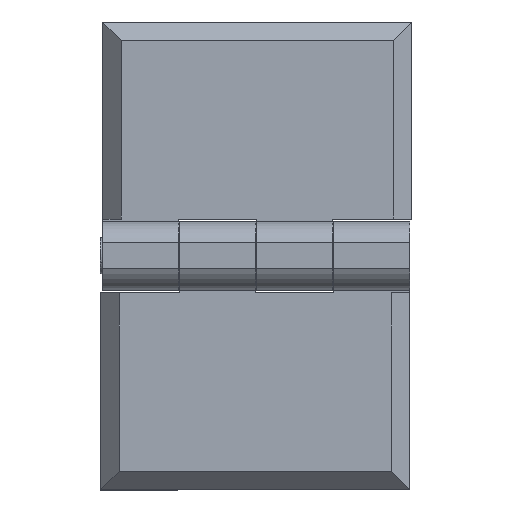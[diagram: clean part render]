
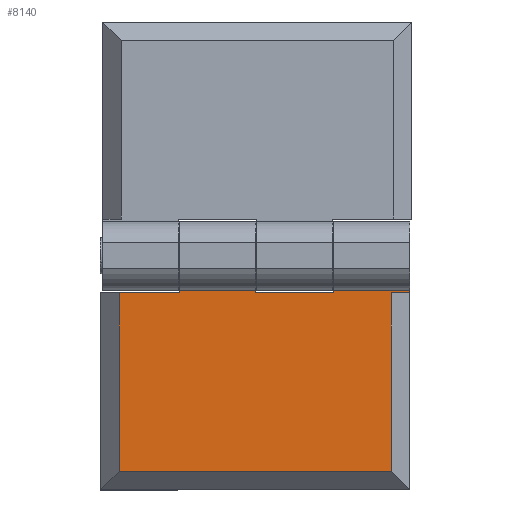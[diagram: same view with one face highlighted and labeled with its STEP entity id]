
A CAD part, top view. The second image highlights one B-rep face of the part: STEP entity #8140.
In plain terms, the highlighted planar face has unit normal (0, 0, 1).
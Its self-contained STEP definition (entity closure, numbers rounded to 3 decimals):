
#85 = FACE_OUTER_BOUND ( 'NONE', #4397, .T. ) ;
#224 = VERTEX_POINT ( 'NONE', #10912 ) ;
#370 = CARTESIAN_POINT ( 'NONE',  ( -67.357, 2.629, 7.706 ) ) ;
#494 = CARTESIAN_POINT ( 'NONE',  ( -20.157, 34.629, 7.706 ) ) ;
#540 = VECTOR ( 'NONE', #11886, 1000. ) ;
#562 = DIRECTION ( 'NONE',  ( 0., -1., 0. ) ) ;
#866 = ORIENTED_EDGE ( 'NONE', *, *, #5542, .T. ) ;
#985 = CARTESIAN_POINT ( 'NONE',  ( -20.157, 34.629, 7.706 ) ) ;
#1158 = VERTEX_POINT ( 'NONE', #9153 ) ;
#1161 = VECTOR ( 'NONE', #6491, 1000. ) ;
#1477 = ORIENTED_EDGE ( 'NONE', *, *, #10866, .T. ) ;
#1530 = ORIENTED_EDGE ( 'NONE', *, *, #3083, .F. ) ;
#1711 = DIRECTION ( 'NONE',  ( 0., 1., 0. ) ) ;
#2090 = DIRECTION ( 'NONE',  ( 0., -1., 0. ) ) ;
#2214 = LINE ( 'NONE', #6383, #10938 ) ;
#2372 = LINE ( 'NONE', #4493, #7398 ) ;
#2480 = ORIENTED_EDGE ( 'NONE', *, *, #10034, .T. ) ;
#2481 = LINE ( 'NONE', #370, #12266 ) ;
#2550 = LINE ( 'NONE', #5681, #1161 ) ;
#2647 = VECTOR ( 'NONE', #3605, 1000. ) ;
#2673 = VERTEX_POINT ( 'NONE', #6126 ) ;
#2939 = CARTESIAN_POINT ( 'NONE',  ( -23.157, 34.629, 7.706 ) ) ;
#3045 = CARTESIAN_POINT ( 'NONE',  ( -67.357, 5.629, 7.706 ) ) ;
#3083 = EDGE_CURVE ( 'NONE', #9878, #5626, #2372, .T. ) ;
#3343 = VERTEX_POINT ( 'NONE', #10426 ) ;
#3605 = DIRECTION ( 'NONE',  ( 0., -1., 0. ) ) ;
#3648 = VERTEX_POINT ( 'NONE', #6368 ) ;
#3663 = ORIENTED_EDGE ( 'NONE', *, *, #3996, .T. ) ;
#3729 = CARTESIAN_POINT ( 'NONE',  ( -67.357, 34.629, 7.706 ) ) ;
#3770 = LINE ( 'NONE', #7913, #2647 ) ;
#3844 = ORIENTED_EDGE ( 'NONE', *, *, #3947, .T. ) ;
#3947 = EDGE_CURVE ( 'NONE', #4234, #8641, #8905, .T. ) ;
#3996 = EDGE_CURVE ( 'NONE', #2673, #11106, #3770, .T. ) ;
#4234 = VERTEX_POINT ( 'NONE', #2939 ) ;
#4371 = VECTOR ( 'NONE', #5824, 1000. ) ;
#4397 = EDGE_LOOP ( 'NONE', ( #6942, #3844, #9058, #9893, #9600, #866, #1530, #4757, #3663, #2480, #1477, #7462 ) ) ;
#4493 = CARTESIAN_POINT ( 'NONE',  ( -45.157, 34.629, 7.706 ) ) ;
#4757 = ORIENTED_EDGE ( 'NONE', *, *, #10121, .F. ) ;
#4785 = LINE ( 'NONE', #12090, #10169 ) ;
#5542 = EDGE_CURVE ( 'NONE', #3343, #5626, #13344, .T. ) ;
#5626 = VERTEX_POINT ( 'NONE', #12636 ) ;
#5681 = CARTESIAN_POINT ( 'NONE',  ( -70.357, 5.629, 7.706 ) ) ;
#5824 = DIRECTION ( 'NONE',  ( 1., 0., 0. ) ) ;
#6061 = VERTEX_POINT ( 'NONE', #3045 ) ;
#6126 = CARTESIAN_POINT ( 'NONE',  ( -57.507, 35.079, 7.706 ) ) ;
#6285 = CARTESIAN_POINT ( 'NONE',  ( -57.507, 35.079, 7.706 ) ) ;
#6368 = CARTESIAN_POINT ( 'NONE',  ( -32.507, 35.079, 7.706 ) ) ;
#6383 = CARTESIAN_POINT ( 'NONE',  ( -20.157, 34.629, 7.706 ) ) ;
#6491 = DIRECTION ( 'NONE',  ( 1., 0., 0. ) ) ;
#6539 = DIRECTION ( 'NONE',  ( 0., -1., 0. ) ) ;
#6566 = DIRECTION ( 'NONE',  ( 0., -1., 0. ) ) ;
#6607 = VECTOR ( 'NONE', #7743, 1000. ) ;
#6889 = VECTOR ( 'NONE', #562, 1000. ) ;
#6942 = ORIENTED_EDGE ( 'NONE', *, *, #13066, .T. ) ;
#7183 = DIRECTION ( 'NONE',  ( 1., 0., 0. ) ) ;
#7398 = VECTOR ( 'NONE', #6539, 1000. ) ;
#7462 = ORIENTED_EDGE ( 'NONE', *, *, #10974, .T. ) ;
#7647 = VECTOR ( 'NONE', #12319, 1000. ) ;
#7743 = DIRECTION ( 'NONE',  ( -1., 0., 0. ) ) ;
#7800 = CARTESIAN_POINT ( 'NONE',  ( -32.507, 35.079, 7.706 ) ) ;
#7913 = CARTESIAN_POINT ( 'NONE',  ( -57.507, 34.629, 7.706 ) ) ;
#8036 = CARTESIAN_POINT ( 'NONE',  ( -32.507, 34.629, 7.706 ) ) ;
#8140 = ADVANCED_FACE ( 'NONE', ( #85 ), #10047, .F. ) ;
#8276 = LINE ( 'NONE', #6285, #10515 ) ;
#8625 = CARTESIAN_POINT ( 'NONE',  ( -20.157, 34.629, 7.706 ) ) ;
#8641 = VERTEX_POINT ( 'NONE', #494 ) ;
#8839 = CARTESIAN_POINT ( 'NONE',  ( -70.357, 2.629, 7.706 ) ) ;
#8904 = CARTESIAN_POINT ( 'NONE',  ( -57.507, 34.629, 7.706 ) ) ;
#8905 = LINE ( 'NONE', #13129, #4371 ) ;
#9042 = EDGE_CURVE ( 'NONE', #1158, #8641, #2214, .T. ) ;
#9058 = ORIENTED_EDGE ( 'NONE', *, *, #9042, .F. ) ;
#9153 = CARTESIAN_POINT ( 'NONE',  ( -20.157, 35.079, 7.706 ) ) ;
#9411 = VERTEX_POINT ( 'NONE', #3729 ) ;
#9600 = ORIENTED_EDGE ( 'NONE', *, *, #13460, .T. ) ;
#9830 = LINE ( 'NONE', #8036, #6889 ) ;
#9878 = VERTEX_POINT ( 'NONE', #11603 ) ;
#9893 = ORIENTED_EDGE ( 'NONE', *, *, #12786, .F. ) ;
#9923 = LINE ( 'NONE', #7800, #540 ) ;
#9990 = DIRECTION ( 'NONE',  ( 0., 0., -1. ) ) ;
#10034 = EDGE_CURVE ( 'NONE', #11106, #9411, #12780, .T. ) ;
#10047 = PLANE ( 'NONE',  #11173 ) ;
#10121 = EDGE_CURVE ( 'NONE', #2673, #9878, #8276, .T. ) ;
#10169 = VECTOR ( 'NONE', #1711, 1000. ) ;
#10426 = CARTESIAN_POINT ( 'NONE',  ( -32.507, 34.629, 7.706 ) ) ;
#10515 = VECTOR ( 'NONE', #7183, 1000. ) ;
#10866 = EDGE_CURVE ( 'NONE', #9411, #6061, #2481, .T. ) ;
#10912 = CARTESIAN_POINT ( 'NONE',  ( -23.157, 5.629, 7.706 ) ) ;
#10938 = VECTOR ( 'NONE', #2090, 1000. ) ;
#10974 = EDGE_CURVE ( 'NONE', #6061, #224, #2550, .T. ) ;
#11106 = VERTEX_POINT ( 'NONE', #8904 ) ;
#11173 = AXIS2_PLACEMENT_3D ( 'NONE', #8839, #9990, #12999 ) ;
#11603 = CARTESIAN_POINT ( 'NONE',  ( -45.157, 35.079, 7.706 ) ) ;
#11886 = DIRECTION ( 'NONE',  ( 1., 0., 0. ) ) ;
#12090 = CARTESIAN_POINT ( 'NONE',  ( -23.157, 2.629, 7.706 ) ) ;
#12266 = VECTOR ( 'NONE', #6566, 1000. ) ;
#12319 = DIRECTION ( 'NONE',  ( -1., 0., 0. ) ) ;
#12636 = CARTESIAN_POINT ( 'NONE',  ( -45.157, 34.629, 7.706 ) ) ;
#12780 = LINE ( 'NONE', #8625, #6607 ) ;
#12786 = EDGE_CURVE ( 'NONE', #3648, #1158, #9923, .T. ) ;
#12999 = DIRECTION ( 'NONE',  ( -1., 0., 0. ) ) ;
#13066 = EDGE_CURVE ( 'NONE', #224, #4234, #4785, .T. ) ;
#13129 = CARTESIAN_POINT ( 'NONE',  ( -32.507, 34.629, 7.706 ) ) ;
#13344 = LINE ( 'NONE', #985, #7647 ) ;
#13460 = EDGE_CURVE ( 'NONE', #3648, #3343, #9830, .T. ) ;
